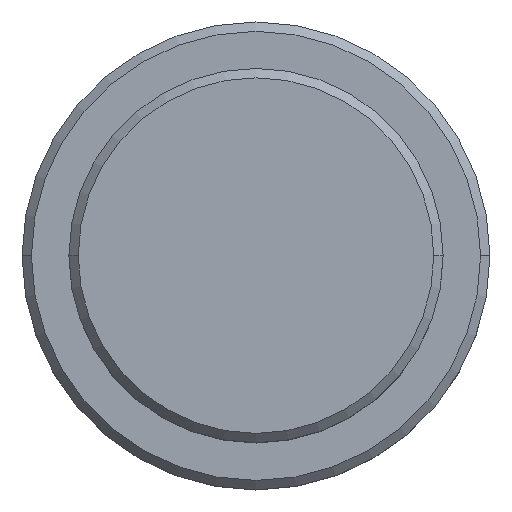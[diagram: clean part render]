
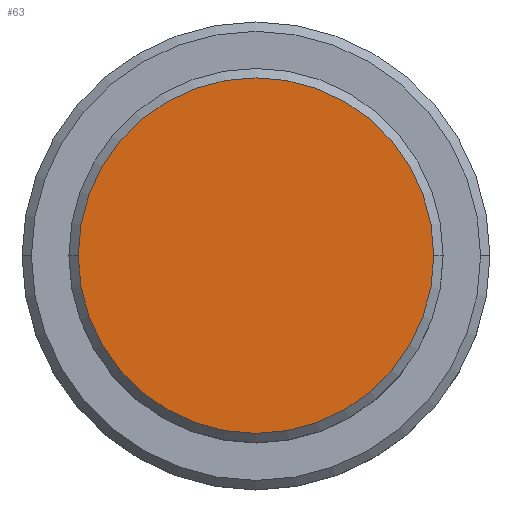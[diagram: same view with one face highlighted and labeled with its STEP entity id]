
A CAD part, top view. The second image highlights one B-rep face of the part: STEP entity #63.
In plain terms, the highlighted planar face has unit normal (0, 0, 1).
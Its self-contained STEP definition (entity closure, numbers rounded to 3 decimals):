
#5 = DIRECTION ( 'NONE',  ( 1., 0., 0. ) ) ;
#17 = FACE_OUTER_BOUND ( 'NONE', #367, .T. ) ;
#47 = DIRECTION ( 'NONE',  ( 0., 0., 1. ) ) ;
#63 = ADVANCED_FACE ( 'NONE', ( #17 ), #463, .T. ) ;
#79 = AXIS2_PLACEMENT_3D ( 'NONE', #805, #812, #282 ) ;
#282 = DIRECTION ( 'NONE',  ( 1., 0., 0. ) ) ;
#367 = EDGE_LOOP ( 'NONE', ( #429, #963 ) ) ;
#380 = VERTEX_POINT ( 'NONE', #860 ) ;
#429 = ORIENTED_EDGE ( 'NONE', *, *, #638, .T. ) ;
#463 = PLANE ( 'NONE',  #1215 ) ;
#519 = CIRCLE ( 'NONE', #1150, 9.5 ) ;
#570 = DIRECTION ( 'NONE',  ( 0., 0., 1. ) ) ;
#619 = EDGE_CURVE ( 'NONE', #380, #1224, #837, .T. ) ;
#638 = EDGE_CURVE ( 'NONE', #1224, #380, #519, .T. ) ;
#805 = CARTESIAN_POINT ( 'NONE',  ( 0., 0., 0. ) ) ;
#812 = DIRECTION ( 'NONE',  ( 0., 0., 1. ) ) ;
#837 = CIRCLE ( 'NONE', #79, 9.5 ) ;
#860 = CARTESIAN_POINT ( 'NONE',  ( 9.5, 0., 0. ) ) ;
#880 = CARTESIAN_POINT ( 'NONE',  ( 0., 0., 0. ) ) ;
#933 = CARTESIAN_POINT ( 'NONE',  ( -9.5, 0., 0. ) ) ;
#963 = ORIENTED_EDGE ( 'NONE', *, *, #619, .T. ) ;
#1150 = AXIS2_PLACEMENT_3D ( 'NONE', #1334, #47, #1343 ) ;
#1215 = AXIS2_PLACEMENT_3D ( 'NONE', #880, #570, #5 ) ;
#1224 = VERTEX_POINT ( 'NONE', #933 ) ;
#1334 = CARTESIAN_POINT ( 'NONE',  ( 0., 0., 0. ) ) ;
#1343 = DIRECTION ( 'NONE',  ( 1., 0., 0. ) ) ;
